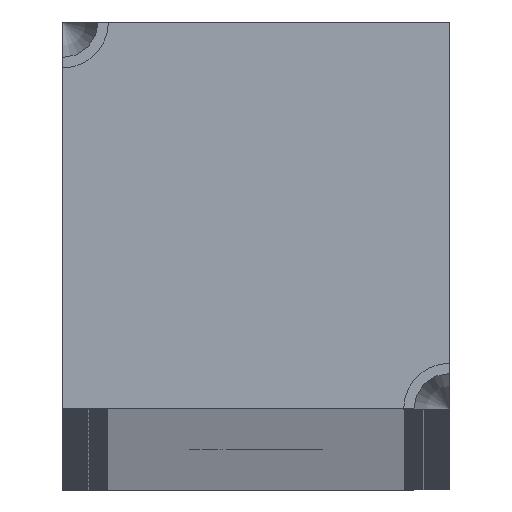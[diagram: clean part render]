
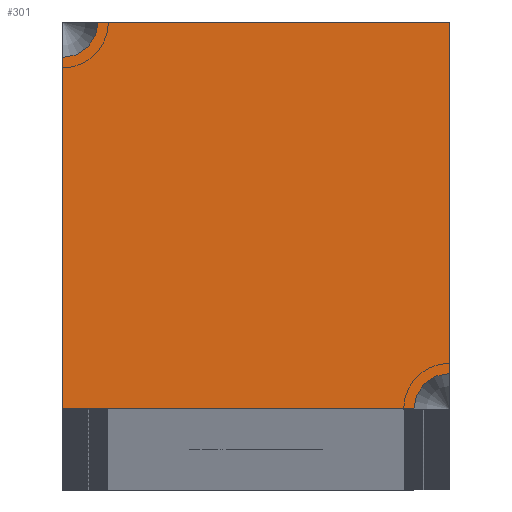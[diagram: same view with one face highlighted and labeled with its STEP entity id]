
A CAD part, top view. The second image highlights one B-rep face of the part: STEP entity #301.
In plain terms, the highlighted planar face has unit normal (0, 0, 1).
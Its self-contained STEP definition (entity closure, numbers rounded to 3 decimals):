
#64 = DIRECTION ( 'NONE',  ( 0., -1., 0. ) ) ;
#301 = ADVANCED_FACE ( 'NONE', ( #24940 ), #14924, .T. ) ;
#405 = VECTOR ( 'NONE', #64, 1000. ) ;
#599 = EDGE_CURVE ( 'NONE', #20095, #25067, #17663, .T. ) ;
#1028 = VERTEX_POINT ( 'NONE', #1889 ) ;
#1889 = CARTESIAN_POINT ( 'NONE',  ( 10.202, -12.5, 1500. ) ) ;
#2534 = AXIS2_PLACEMENT_3D ( 'NONE', #3229, #14999, #16800 ) ;
#3084 = ORIENTED_EDGE ( 'NONE', *, *, #11986, .T. ) ;
#3229 = CARTESIAN_POINT ( 'NONE',  ( -12.5, 12.5, 1500. ) ) ;
#3242 = DIRECTION ( 'NONE',  ( 0., 0., 1. ) ) ;
#3828 = EDGE_CURVE ( 'NONE', #1028, #16818, #9944, .T. ) ;
#4586 = EDGE_CURVE ( 'NONE', #11303, #20095, #22977, .T. ) ;
#4656 = EDGE_LOOP ( 'NONE', ( #3084, #17986, #11096, #14506, #6476, #19082 ) ) ;
#4915 = EDGE_CURVE ( 'NONE', #16818, #14882, #23537, .T. ) ;
#5193 = AXIS2_PLACEMENT_3D ( 'NONE', #10785, #3242, #20547 ) ;
#5609 = AXIS2_PLACEMENT_3D ( 'NONE', #23949, #14453, #12346 ) ;
#5695 = VECTOR ( 'NONE', #11721, 1000. ) ;
#6059 = DIRECTION ( 'NONE',  ( -1., 0., 0. ) ) ;
#6476 = ORIENTED_EDGE ( 'NONE', *, *, #4586, .T. ) ;
#8591 = CARTESIAN_POINT ( 'NONE',  ( 12.5, 12.5, 1500. ) ) ;
#9832 = CARTESIAN_POINT ( 'NONE',  ( -12.5, 10.202, 1500. ) ) ;
#9944 = CIRCLE ( 'NONE', #5609, 2.298 ) ;
#10785 = CARTESIAN_POINT ( 'NONE',  ( 0., 0., 1500. ) ) ;
#11096 = ORIENTED_EDGE ( 'NONE', *, *, #4915, .T. ) ;
#11303 = VERTEX_POINT ( 'NONE', #14584 ) ;
#11721 = DIRECTION ( 'NONE',  ( 1., 0., 0. ) ) ;
#11986 = EDGE_CURVE ( 'NONE', #25067, #1028, #24184, .T. ) ;
#12346 = DIRECTION ( 'NONE',  ( 1., 0., 0. ) ) ;
#14453 = DIRECTION ( 'NONE',  ( 0., 0., -1. ) ) ;
#14506 = ORIENTED_EDGE ( 'NONE', *, *, #24107, .T. ) ;
#14584 = CARTESIAN_POINT ( 'NONE',  ( -10.202, 12.5, 1500. ) ) ;
#14839 = CARTESIAN_POINT ( 'NONE',  ( 12.5, -10.202, 1500. ) ) ;
#14882 = VERTEX_POINT ( 'NONE', #8591 ) ;
#14924 = PLANE ( 'NONE',  #5193 ) ;
#14999 = DIRECTION ( 'NONE',  ( 0., 0., -1. ) ) ;
#15581 = CARTESIAN_POINT ( 'NONE',  ( -12.5, 12.5, 1500. ) ) ;
#16584 = CARTESIAN_POINT ( 'NONE',  ( 12.5, 12.5, 1500. ) ) ;
#16800 = DIRECTION ( 'NONE',  ( 1., 0., 0. ) ) ;
#16818 = VERTEX_POINT ( 'NONE', #14839 ) ;
#17663 = LINE ( 'NONE', #23478, #405 ) ;
#17986 = ORIENTED_EDGE ( 'NONE', *, *, #3828, .T. ) ;
#19007 = VECTOR ( 'NONE', #24460, 1000. ) ;
#19082 = ORIENTED_EDGE ( 'NONE', *, *, #599, .T. ) ;
#19452 = CARTESIAN_POINT ( 'NONE',  ( -12.5, -12.5, 1500. ) ) ;
#20095 = VERTEX_POINT ( 'NONE', #9832 ) ;
#20446 = VECTOR ( 'NONE', #6059, 1000. ) ;
#20547 = DIRECTION ( 'NONE',  ( 1., 0., 0. ) ) ;
#22389 = CARTESIAN_POINT ( 'NONE',  ( -12.5, -12.5, 1500. ) ) ;
#22977 = CIRCLE ( 'NONE', #2534, 2.298 ) ;
#23478 = CARTESIAN_POINT ( 'NONE',  ( -12.5, 12.5, 1500. ) ) ;
#23537 = LINE ( 'NONE', #16584, #19007 ) ;
#23949 = CARTESIAN_POINT ( 'NONE',  ( 12.5, -12.5, 1500. ) ) ;
#24107 = EDGE_CURVE ( 'NONE', #14882, #11303, #24986, .T. ) ;
#24184 = LINE ( 'NONE', #19452, #5695 ) ;
#24460 = DIRECTION ( 'NONE',  ( 0., 1., 0. ) ) ;
#24940 = FACE_OUTER_BOUND ( 'NONE', #4656, .T. ) ;
#24986 = LINE ( 'NONE', #15581, #20446 ) ;
#25067 = VERTEX_POINT ( 'NONE', #22389 ) ;
